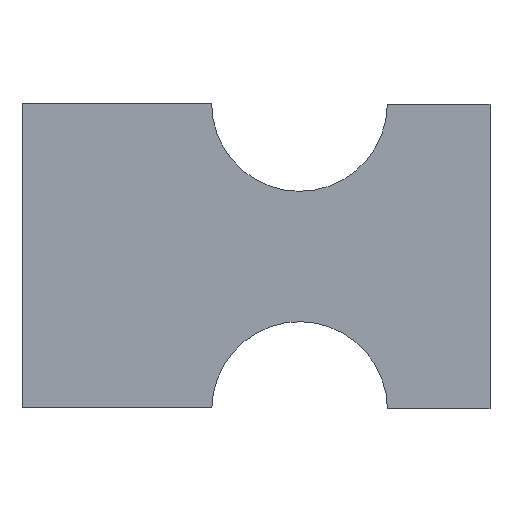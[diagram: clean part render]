
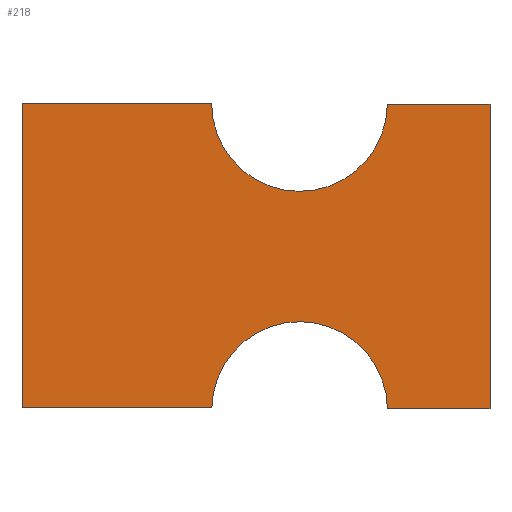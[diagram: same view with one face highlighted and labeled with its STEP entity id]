
A CAD part, left-side view. The second image highlights one B-rep face of the part: STEP entity #218.
In plain terms, the highlighted planar face has unit normal (-1, 0, 0).
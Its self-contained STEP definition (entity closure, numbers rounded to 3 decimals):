
#18=PLANE('',#250);
#27=LINE('',#352,#47);
#32=LINE('',#391,#52);
#37=LINE('',#401,#57);
#38=LINE('',#402,#58);
#39=LINE('',#404,#59);
#40=LINE('',#405,#60);
#47=VECTOR('',#273,10.);
#52=VECTOR('',#290,10.);
#57=VECTOR('',#299,10.);
#58=VECTOR('',#300,10.);
#59=VECTOR('',#301,10.);
#60=VECTOR('',#302,10.);
#72=FACE_OUTER_BOUND('',#84,.T.);
#84=EDGE_LOOP('',(#183,#184,#185,#186,#187,#188,#189,#190));
#91=CIRCLE('',#241,22.22);
#94=CIRCLE('',#247,22.22);
#103=VERTEX_POINT('',#342);
#104=VERTEX_POINT('',#344);
#106=VERTEX_POINT('',#350);
#111=VERTEX_POINT('',#381);
#112=VERTEX_POINT('',#383);
#114=VERTEX_POINT('',#389);
#117=VERTEX_POINT('',#400);
#118=VERTEX_POINT('',#403);
#124=EDGE_CURVE('',#104,#103,#91,.T.);
#128=EDGE_CURVE('',#103,#106,#27,.T.);
#134=EDGE_CURVE('',#112,#111,#94,.T.);
#138=EDGE_CURVE('',#114,#111,#32,.T.);
#143=EDGE_CURVE('',#114,#117,#37,.T.);
#144=EDGE_CURVE('',#104,#117,#38,.T.);
#145=EDGE_CURVE('',#118,#106,#39,.T.);
#146=EDGE_CURVE('',#112,#118,#40,.T.);
#183=ORIENTED_EDGE('',*,*,#138,.F.);
#184=ORIENTED_EDGE('',*,*,#143,.T.);
#185=ORIENTED_EDGE('',*,*,#144,.F.);
#186=ORIENTED_EDGE('',*,*,#124,.T.);
#187=ORIENTED_EDGE('',*,*,#128,.T.);
#188=ORIENTED_EDGE('',*,*,#145,.F.);
#189=ORIENTED_EDGE('',*,*,#146,.F.);
#190=ORIENTED_EDGE('',*,*,#134,.T.);
#218=ADVANCED_FACE('',(#72),#18,.F.);
#241=AXIS2_PLACEMENT_3D('',#345,#266,#267);
#247=AXIS2_PLACEMENT_3D('',#384,#283,#284);
#250=AXIS2_PLACEMENT_3D('',#399,#297,#298);
#266=DIRECTION('center_axis',(1.,0.,0.));
#267=DIRECTION('ref_axis',(0.,1.,0.));
#273=DIRECTION('',(0.,-1.,0.));
#283=DIRECTION('center_axis',(1.,0.,0.));
#284=DIRECTION('ref_axis',(0.,1.,0.));
#290=DIRECTION('',(0.,-1.,0.));
#297=DIRECTION('center_axis',(1.,0.,0.));
#298=DIRECTION('ref_axis',(0.,1.,0.));
#299=DIRECTION('',(0.,0.,-1.));
#300=DIRECTION('',(0.,1.,0.));
#301=DIRECTION('',(0.,0.,-1.));
#302=DIRECTION('',(0.,-1.,0.));
#342=CARTESIAN_POINT('',(0.,26.196,0.49));
#344=CARTESIAN_POINT('',(0.,70.631,0.713));
#345=CARTESIAN_POINT('Origin',(0.,48.415,0.263));
#350=CARTESIAN_POINT('',(0.,0.267,0.49));
#352=CARTESIAN_POINT('',(0.,2.94,0.49));
#381=CARTESIAN_POINT('',(0.,70.671,77.713));
#383=CARTESIAN_POINT('',(0.,26.232,77.49));
#384=CARTESIAN_POINT('Origin',(0.,48.451,77.678));
#389=CARTESIAN_POINT('',(0.,118.635,77.713));
#391=CARTESIAN_POINT('',(0.,119.94,77.713));
#399=CARTESIAN_POINT('Origin',(0.,61.44,38.99));
#400=CARTESIAN_POINT('',(0.,118.635,0.713));
#401=CARTESIAN_POINT('',(0.,118.635,19.851));
#402=CARTESIAN_POINT('',(0.,70.613,0.713));
#403=CARTESIAN_POINT('',(0.,0.267,77.49));
#404=CARTESIAN_POINT('',(0.,0.267,77.49));
#405=CARTESIAN_POINT('',(0.,119.94,77.49));
